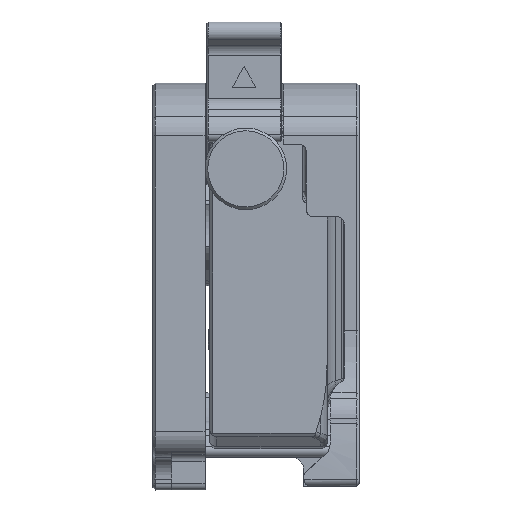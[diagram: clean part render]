
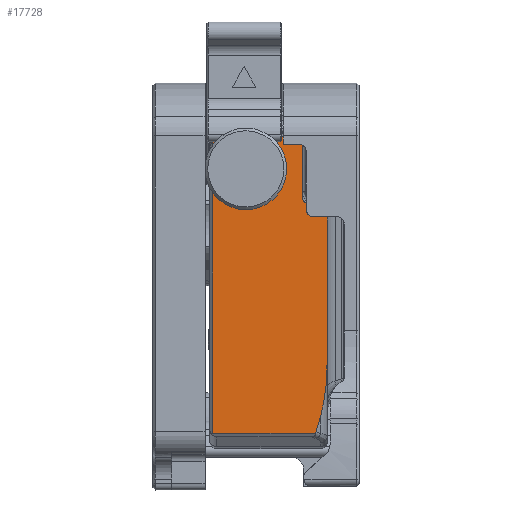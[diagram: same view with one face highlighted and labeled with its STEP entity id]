
A CAD part, left-side view. The second image highlights one B-rep face of the part: STEP entity #17728.
In plain terms, the highlighted face is planar.
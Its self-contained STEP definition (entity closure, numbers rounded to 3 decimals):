
#343=FACE_BOUND('',#2499,.T.);
#654=PLANE('',#19520);
#882=ELLIPSE('',#19396,15.455,4.);
#885=ELLIPSE('',#19400,11.591,3.);
#895=ELLIPSE('',#19468,1.449,1.);
#1420=FACE_OUTER_BOUND('',#2498,.T.);
#2498=EDGE_LOOP('',(#13363,#13364,#13365,#13366,#13367,#13368,#13369,#13370,
#13371,#13372,#13373,#13374,#13375,#13376));
#2499=EDGE_LOOP('',(#13377));
#3762=CIRCLE('',#19483,2.15);
#4775=LINE('',#31070,#5904);
#4778=LINE('',#31080,#5907);
#4780=LINE('',#31132,#5909);
#4781=LINE('',#31133,#5910);
#4782=LINE('',#31148,#5911);
#4783=LINE('',#31161,#5912);
#4784=LINE('',#31173,#5913);
#5904=VECTOR('',#23160,1000.);
#5907=VECTOR('',#23167,1000.);
#5909=VECTOR('',#23177,1000.);
#5910=VECTOR('',#23178,1000.);
#5911=VECTOR('',#23179,1000.);
#5912=VECTOR('',#23180,1000.);
#5913=VECTOR('',#23181,1000.);
#6679=B_SPLINE_CURVE_WITH_KNOTS('',3,(#31091,#31092,#31093,#31094,#31095,
#31096,#31097,#31098),.UNSPECIFIED.,.F.,.F.,(4,2,2,4),(-1.191,
-1.118,-1.043,-1.016),.UNSPECIFIED.);
#6681=B_SPLINE_CURVE_WITH_KNOTS('',3,(#31135,#31136,#31137,#31138,#31139,
#31140,#31141,#31142,#31143,#31144,#31145,#31146),.UNSPECIFIED.,.F.,.F.,
(4,2,2,2,2,4),(-0.135,-0.1,-0.065,
-0.036,-0.018,0.),.UNSPECIFIED.);
#6682=B_SPLINE_CURVE_WITH_KNOTS('',3,(#31150,#31151,#31152,#31153,#31154,
#31155,#31156,#31157,#31158,#31159),.UNSPECIFIED.,.F.,.F.,(4,2,2,2,4),(-0.299,
-0.262,-0.225,-0.187,-0.149),
 .UNSPECIFIED.);
#6683=B_SPLINE_CURVE_WITH_KNOTS('',3,(#31163,#31164,#31165,#31166,#31167,
#31168,#31169,#31170,#31171,#31172),.UNSPECIFIED.,.F.,.F.,(4,2,2,2,4),(0.447,
0.484,0.522,0.559,0.596),
 .UNSPECIFIED.);
#7479=VERTEX_POINT('',#30600);
#7480=VERTEX_POINT('',#30605);
#7484=VERTEX_POINT('',#30615);
#7485=VERTEX_POINT('',#30616);
#7555=VERTEX_POINT('',#30819);
#7558=VERTEX_POINT('',#30826);
#7575=VERTEX_POINT('',#30882);
#7614=VERTEX_POINT('',#31069);
#7615=VERTEX_POINT('',#31079);
#7617=VERTEX_POINT('',#31090);
#7618=VERTEX_POINT('',#31134);
#7619=VERTEX_POINT('',#31147);
#7620=VERTEX_POINT('',#31149);
#7621=VERTEX_POINT('',#31160);
#7622=VERTEX_POINT('',#31162);
#9537=EDGE_CURVE('',#7480,#7479,#882,.T.);
#9542=EDGE_CURVE('',#7484,#7485,#885,.T.);
#9632=EDGE_CURVE('',#7558,#7555,#895,.T.);
#9651=EDGE_CURVE('',#7575,#7575,#3762,.T.);
#9709=EDGE_CURVE('',#7555,#7614,#4775,.T.);
#9713=EDGE_CURVE('',#7614,#7615,#4778,.T.);
#9716=EDGE_CURVE('',#7617,#7615,#6679,.T.);
#9720=EDGE_CURVE('',#7558,#7485,#4780,.T.);
#9721=EDGE_CURVE('',#7484,#7480,#4781,.T.);
#9722=EDGE_CURVE('',#7618,#7479,#6681,.T.);
#9723=EDGE_CURVE('',#7618,#7619,#4782,.T.);
#9724=EDGE_CURVE('',#7619,#7620,#6682,.T.);
#9725=EDGE_CURVE('',#7620,#7621,#4783,.T.);
#9726=EDGE_CURVE('',#7621,#7622,#6683,.T.);
#9727=EDGE_CURVE('',#7622,#7617,#4784,.T.);
#13363=ORIENTED_EDGE('',*,*,#9709,.F.);
#13364=ORIENTED_EDGE('',*,*,#9632,.F.);
#13365=ORIENTED_EDGE('',*,*,#9720,.T.);
#13366=ORIENTED_EDGE('',*,*,#9542,.F.);
#13367=ORIENTED_EDGE('',*,*,#9721,.T.);
#13368=ORIENTED_EDGE('',*,*,#9537,.T.);
#13369=ORIENTED_EDGE('',*,*,#9722,.F.);
#13370=ORIENTED_EDGE('',*,*,#9723,.T.);
#13371=ORIENTED_EDGE('',*,*,#9724,.T.);
#13372=ORIENTED_EDGE('',*,*,#9725,.T.);
#13373=ORIENTED_EDGE('',*,*,#9726,.T.);
#13374=ORIENTED_EDGE('',*,*,#9727,.T.);
#13375=ORIENTED_EDGE('',*,*,#9716,.T.);
#13376=ORIENTED_EDGE('',*,*,#9713,.F.);
#13377=ORIENTED_EDGE('',*,*,#9651,.F.);
#17728=ADVANCED_FACE('',(#1420,#343),#654,.T.);
#19396=AXIS2_PLACEMENT_3D('',#30606,#22849,#22850);
#19400=AXIS2_PLACEMENT_3D('',#30617,#22859,#22860);
#19468=AXIS2_PLACEMENT_3D('',#30828,#23031,#23032);
#19483=AXIS2_PLACEMENT_3D('',#30884,#23067,#23068);
#19520=AXIS2_PLACEMENT_3D('',#31131,#23175,#23176);
#22849=DIRECTION('center_axis',(0.,-1.,0.));
#22850=DIRECTION('ref_axis',(0.,0.,
-1.));
#22859=DIRECTION('center_axis',(0.,-1.,0.));
#22860=DIRECTION('ref_axis',(0.,0.,
-1.));
#23031=DIRECTION('center_axis',(0.,-1.,0.));
#23032=DIRECTION('ref_axis',(0.938,0.,0.347));
#23067=DIRECTION('center_axis',(0.,1.,0.));
#23068=DIRECTION('ref_axis',(-1.,0.,0.));
#23160=DIRECTION('',(-1.,0.,0.));
#23167=DIRECTION('',(0.,0.,-1.));
#23175=DIRECTION('center_axis',(0.,1.,0.));
#23176=DIRECTION('ref_axis',(1.,0.,0.));
#23177=DIRECTION('',(0.28,0.,-0.96));
#23178=DIRECTION('',(0.,0.,-1.));
#23179=DIRECTION('',(-1.,0.,0.));
#23180=DIRECTION('',(0.,0.,-1.));
#23181=DIRECTION('',(-1.,0.,0.));
#30600=CARTESIAN_POINT('',(3.556,15.2,-100.484));
#30605=CARTESIAN_POINT('',(3.5,15.2,-97.913));
#30606=CARTESIAN_POINT('Origin',(7.5,15.2,-97.913));
#30615=CARTESIAN_POINT('',(3.5,15.2,-78.471));
#30616=CARTESIAN_POINT('',(2.491,15.2,-69.8));
#30617=CARTESIAN_POINT('Origin',(0.5,15.2,-78.471));
#30819=CARTESIAN_POINT('',(1.736,15.2,-67.349));
#30826=CARTESIAN_POINT('',(1.836,15.2,-67.557));
#30828=CARTESIAN_POINT('Origin',(0.463,15.2,-68.014));
#30882=CARTESIAN_POINT('',(-6.35,15.2,-106.247));
#30884=CARTESIAN_POINT('Origin',(-8.5,15.2,-106.247));
#31069=CARTESIAN_POINT('',(-13.399,15.2,-67.349));
#31070=CARTESIAN_POINT('',(0.901,15.2,-67.349));
#31079=CARTESIAN_POINT('',(-13.399,15.2,-110.225));
#31080=CARTESIAN_POINT('',(-13.399,15.2,-91.228));
#31090=CARTESIAN_POINT('',(-11.799,15.2,-111.033));
#31091=CARTESIAN_POINT('Ctrl Pts',(-11.799,15.2,-111.033));
#31092=CARTESIAN_POINT('Ctrl Pts',(-12.045,15.2,-111.033));
#31093=CARTESIAN_POINT('Ctrl Pts',(-12.334,15.2,-110.975));
#31094=CARTESIAN_POINT('Ctrl Pts',(-12.79,15.2,-110.785));
#31095=CARTESIAN_POINT('Ctrl Pts',(-13.036,15.2,-110.62));
#31096=CARTESIAN_POINT('Ctrl Pts',(-13.275,15.2,-110.379));
#31097=CARTESIAN_POINT('Ctrl Pts',(-13.34,15.2,-110.305));
#31098=CARTESIAN_POINT('Ctrl Pts',(-13.399,15.2,-110.225));
#31131=CARTESIAN_POINT('Origin',(-4.,15.2,-88.278));
#31132=CARTESIAN_POINT('',(10.221,15.2,-96.292));
#31133=CARTESIAN_POINT('',(3.5,15.2,-81.817));
#31134=CARTESIAN_POINT('',(2.967,15.2,-101.102));
#31135=CARTESIAN_POINT('Ctrl Pts',(2.967,15.2,-101.102));
#31136=CARTESIAN_POINT('Ctrl Pts',(3.029,15.2,-101.102));
#31137=CARTESIAN_POINT('Ctrl Pts',(3.091,15.2,-101.092));
#31138=CARTESIAN_POINT('Ctrl Pts',(3.21,15.2,-101.054));
#31139=CARTESIAN_POINT('Ctrl Pts',(3.265,15.2,-101.026));
#31140=CARTESIAN_POINT('Ctrl Pts',(3.357,15.2,-100.959));
#31141=CARTESIAN_POINT('Ctrl Pts',(3.417,15.2,-100.907));
#31142=CARTESIAN_POINT('Ctrl Pts',(3.499,15.2,-100.774));
#31143=CARTESIAN_POINT('Ctrl Pts',(3.522,15.2,-100.718));
#31144=CARTESIAN_POINT('Ctrl Pts',(3.552,15.2,-100.603));
#31145=CARTESIAN_POINT('Ctrl Pts',(3.558,15.2,-100.543));
#31146=CARTESIAN_POINT('Ctrl Pts',(3.556,15.2,-100.484));
#31147=CARTESIAN_POINT('',(0.8,15.2,-101.102));
#31148=CARTESIAN_POINT('',(6.,15.2,-101.102));
#31149=CARTESIAN_POINT('',(-0.2,15.2,-102.119));
#31150=CARTESIAN_POINT('Ctrl Pts',(0.8,15.2,-101.102));
#31151=CARTESIAN_POINT('Ctrl Pts',(0.677,15.2,-101.102));
#31152=CARTESIAN_POINT('Ctrl Pts',(0.533,15.2,-101.131));
#31153=CARTESIAN_POINT('Ctrl Pts',(0.305,15.2,-101.226));
#31154=CARTESIAN_POINT('Ctrl Pts',(0.182,15.2,-101.309));
#31155=CARTESIAN_POINT('Ctrl Pts',(0.007,15.2,
-101.486));
#31156=CARTESIAN_POINT('Ctrl Pts',(-0.075,15.2,
-101.612));
#31157=CARTESIAN_POINT('Ctrl Pts',(-0.171,15.2,
-101.844));
#31158=CARTESIAN_POINT('Ctrl Pts',(-0.2,15.2,
-101.993));
#31159=CARTESIAN_POINT('Ctrl Pts',(-0.2,15.2,
-102.119));
#31160=CARTESIAN_POINT('',(-0.2,15.2,-110.023));
#31161=CARTESIAN_POINT('',(-0.2,15.2,-79.143));
#31162=CARTESIAN_POINT('',(-1.2,15.2,-111.033));
#31163=CARTESIAN_POINT('Ctrl Pts',(-0.2,15.2,-110.023));
#31164=CARTESIAN_POINT('Ctrl Pts',(-0.2,15.2,
-110.148));
#31165=CARTESIAN_POINT('Ctrl Pts',(-0.229,15.2,
-110.295));
#31166=CARTESIAN_POINT('Ctrl Pts',(-0.324,15.2,
-110.526));
#31167=CARTESIAN_POINT('Ctrl Pts',(-0.407,15.2,
-110.65));
#31168=CARTESIAN_POINT('Ctrl Pts',(-0.581,15.2,
-110.826));
#31169=CARTESIAN_POINT('Ctrl Pts',(-0.705,15.2,
-110.909));
#31170=CARTESIAN_POINT('Ctrl Pts',(-0.932,15.2,
-111.004));
#31171=CARTESIAN_POINT('Ctrl Pts',(-1.077,15.2,-111.033));
#31172=CARTESIAN_POINT('Ctrl Pts',(-1.2,15.2,-111.033));
#31173=CARTESIAN_POINT('',(-13.799,15.2,-111.033));
